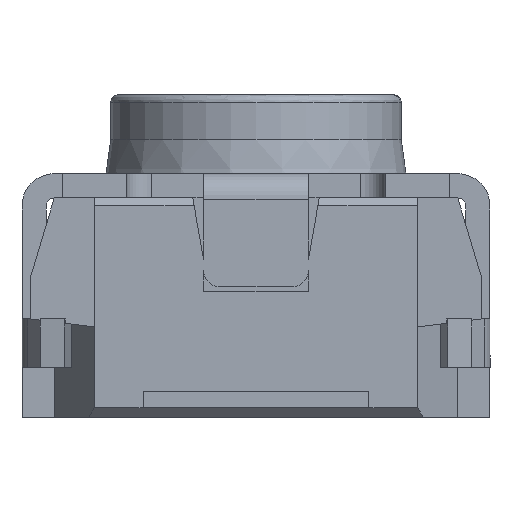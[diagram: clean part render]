
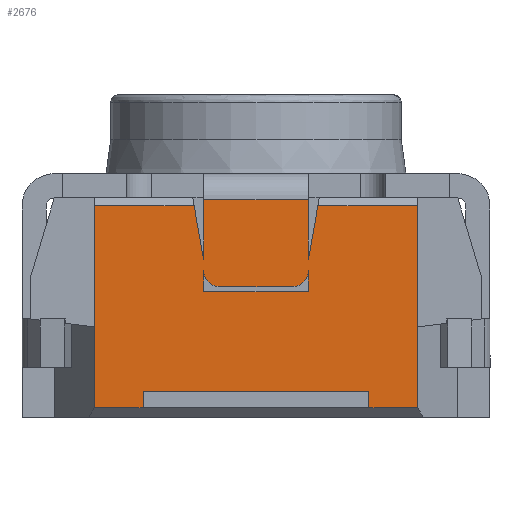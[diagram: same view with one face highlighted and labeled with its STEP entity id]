
A CAD part, left-side view. The second image highlights one B-rep face of the part: STEP entity #2676.
In plain terms, the highlighted planar face has unit normal (-1, 0, 0).
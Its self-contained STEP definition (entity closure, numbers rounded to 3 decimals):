
#1294 = VERTEX_POINT('',#1295);
#1295 = CARTESIAN_POINT('',(-1.95,-0.325,1.35));
#1302 = EDGE_CURVE('',#1294,#1303,#1305,.T.);
#1303 = VERTEX_POINT('',#1304);
#1304 = CARTESIAN_POINT('',(-1.95,-0.325,0.98));
#1305 = LINE('',#1306,#1307);
#1306 = CARTESIAN_POINT('',(-1.95,-0.325,0.78));
#1307 = VECTOR('',#1308,1.);
#1308 = DIRECTION('',(0.,0.,-1.));
#1349 = EDGE_CURVE('',#1350,#1294,#1352,.T.);
#1350 = VERTEX_POINT('',#1351);
#1351 = CARTESIAN_POINT('',(-1.95,0.325,1.35));
#1352 = LINE('',#1353,#1354);
#1353 = CARTESIAN_POINT('',(-1.95,1.25,1.35));
#1354 = VECTOR('',#1355,1.);
#1355 = DIRECTION('',(0.,-1.,0.));
#1408 = VERTEX_POINT('',#1409);
#1409 = CARTESIAN_POINT('',(-1.95,0.325,0.98));
#1415 = EDGE_CURVE('',#1350,#1408,#1416,.T.);
#1416 = LINE('',#1417,#1418);
#1417 = CARTESIAN_POINT('',(-1.95,0.325,1.51));
#1418 = VECTOR('',#1419,1.);
#1419 = DIRECTION('',(0.,0.,-1.));
#2528 = VERTEX_POINT('',#2529);
#2529 = CARTESIAN_POINT('',(-1.95,-0.383,1.31));
#2552 = EDGE_CURVE('',#2528,#1303,#2553,.T.);
#2553 = LINE('',#2554,#2555);
#2554 = CARTESIAN_POINT('',(-1.95,-0.325,0.98));
#2555 = VECTOR('',#2556,1.);
#2556 = DIRECTION('',(0.,0.174,-0.985));
#2659 = VERTEX_POINT('',#2660);
#2660 = CARTESIAN_POINT('',(-1.95,0.383,1.31));
#2666 = EDGE_CURVE('',#1408,#2659,#2667,.T.);
#2667 = LINE('',#2668,#2669);
#2668 = CARTESIAN_POINT('',(-1.95,0.325,0.98));
#2669 = VECTOR('',#2670,1.);
#2670 = DIRECTION('',(0.,0.174,0.985));
#2676 = ADVANCED_FACE('',(#2677,#2754),#2806,.F.);
#2677 = FACE_BOUND('',#2678,.T.);
#2678 = EDGE_LOOP('',(#2679,#2687,#2695,#2703,#2711,#2719,#2727,#2735,
    #2743,#2749,#2750,#2751,#2752,#2753));
#2679 = ORIENTED_EDGE('',*,*,#2680,.F.);
#2680 = EDGE_CURVE('',#2681,#2659,#2683,.T.);
#2681 = VERTEX_POINT('',#2682);
#2682 = CARTESIAN_POINT('',(-1.95,1.,1.31));
#2683 = LINE('',#2684,#2685);
#2684 = CARTESIAN_POINT('',(-1.95,1.25,1.31));
#2685 = VECTOR('',#2686,1.);
#2686 = DIRECTION('',(0.,-1.,0.));
#2687 = ORIENTED_EDGE('',*,*,#2688,.F.);
#2688 = EDGE_CURVE('',#2689,#2681,#2691,.T.);
#2689 = VERTEX_POINT('',#2690);
#2690 = CARTESIAN_POINT('',(-1.95,1.,0.06));
#2691 = LINE('',#2692,#2693);
#2692 = CARTESIAN_POINT('',(-1.95,1.,0.78));
#2693 = VECTOR('',#2694,1.);
#2694 = DIRECTION('',(0.,0.,1.));
#2695 = ORIENTED_EDGE('',*,*,#2696,.T.);
#2696 = EDGE_CURVE('',#2689,#2697,#2699,.T.);
#2697 = VERTEX_POINT('',#2698);
#2698 = CARTESIAN_POINT('',(-1.95,0.7,0.06));
#2699 = LINE('',#2700,#2701);
#2700 = CARTESIAN_POINT('',(-1.95,0.,0.06));
#2701 = VECTOR('',#2702,1.);
#2702 = DIRECTION('',(0.,-1.,0.));
#2703 = ORIENTED_EDGE('',*,*,#2704,.F.);
#2704 = EDGE_CURVE('',#2705,#2697,#2707,.T.);
#2705 = VERTEX_POINT('',#2706);
#2706 = CARTESIAN_POINT('',(-1.95,0.7,0.16));
#2707 = LINE('',#2708,#2709);
#2708 = CARTESIAN_POINT('',(-1.95,0.7,0.78));
#2709 = VECTOR('',#2710,1.);
#2710 = DIRECTION('',(0.,0.,-1.));
#2711 = ORIENTED_EDGE('',*,*,#2712,.F.);
#2712 = EDGE_CURVE('',#2713,#2705,#2715,.T.);
#2713 = VERTEX_POINT('',#2714);
#2714 = CARTESIAN_POINT('',(-1.95,-0.7,0.16));
#2715 = LINE('',#2716,#2717);
#2716 = CARTESIAN_POINT('',(-1.95,1.25,0.16));
#2717 = VECTOR('',#2718,1.);
#2718 = DIRECTION('',(0.,1.,0.));
#2719 = ORIENTED_EDGE('',*,*,#2720,.F.);
#2720 = EDGE_CURVE('',#2721,#2713,#2723,.T.);
#2721 = VERTEX_POINT('',#2722);
#2722 = CARTESIAN_POINT('',(-1.95,-0.7,0.06));
#2723 = LINE('',#2724,#2725);
#2724 = CARTESIAN_POINT('',(-1.95,-0.7,0.78));
#2725 = VECTOR('',#2726,1.);
#2726 = DIRECTION('',(0.,0.,1.));
#2727 = ORIENTED_EDGE('',*,*,#2728,.T.);
#2728 = EDGE_CURVE('',#2721,#2729,#2731,.T.);
#2729 = VERTEX_POINT('',#2730);
#2730 = CARTESIAN_POINT('',(-1.95,-1.,0.06));
#2731 = LINE('',#2732,#2733);
#2732 = CARTESIAN_POINT('',(-1.95,0.,0.06));
#2733 = VECTOR('',#2734,1.);
#2734 = DIRECTION('',(0.,-1.,0.));
#2735 = ORIENTED_EDGE('',*,*,#2736,.F.);
#2736 = EDGE_CURVE('',#2737,#2729,#2739,.T.);
#2737 = VERTEX_POINT('',#2738);
#2738 = CARTESIAN_POINT('',(-1.95,-1.,1.31));
#2739 = LINE('',#2740,#2741);
#2740 = CARTESIAN_POINT('',(-1.95,-1.,0.78));
#2741 = VECTOR('',#2742,1.);
#2742 = DIRECTION('',(0.,0.,-1.));
#2743 = ORIENTED_EDGE('',*,*,#2744,.F.);
#2744 = EDGE_CURVE('',#2528,#2737,#2745,.T.);
#2745 = LINE('',#2746,#2747);
#2746 = CARTESIAN_POINT('',(-1.95,1.25,1.31));
#2747 = VECTOR('',#2748,1.);
#2748 = DIRECTION('',(0.,-1.,0.));
#2749 = ORIENTED_EDGE('',*,*,#2552,.T.);
#2750 = ORIENTED_EDGE('',*,*,#1302,.F.);
#2751 = ORIENTED_EDGE('',*,*,#1349,.F.);
#2752 = ORIENTED_EDGE('',*,*,#1415,.T.);
#2753 = ORIENTED_EDGE('',*,*,#2666,.T.);
#2754 = FACE_BOUND('',#2755,.T.);
#2755 = EDGE_LOOP('',(#2756,#2766,#2775,#2783,#2791,#2799));
#2756 = ORIENTED_EDGE('',*,*,#2757,.F.);
#2757 = EDGE_CURVE('',#2758,#2760,#2762,.T.);
#2758 = VERTEX_POINT('',#2759);
#2759 = CARTESIAN_POINT('',(-1.95,-0.225,0.81));
#2760 = VERTEX_POINT('',#2761);
#2761 = CARTESIAN_POINT('',(-1.95,0.225,0.81));
#2762 = LINE('',#2763,#2764);
#2763 = CARTESIAN_POINT('',(-1.95,1.25,0.81));
#2764 = VECTOR('',#2765,1.);
#2765 = DIRECTION('',(0.,1.,0.));
#2766 = ORIENTED_EDGE('',*,*,#2767,.F.);
#2767 = EDGE_CURVE('',#2768,#2758,#2770,.T.);
#2768 = VERTEX_POINT('',#2769);
#2769 = CARTESIAN_POINT('',(-1.95,-0.325,0.91));
#2770 = CIRCLE('',#2771,0.1);
#2771 = AXIS2_PLACEMENT_3D('',#2772,#2773,#2774);
#2772 = CARTESIAN_POINT('',(-1.95,-0.225,0.91));
#2773 = DIRECTION('',(1.,0.,0.));
#2774 = DIRECTION('',(0.,0.,-1.));
#2775 = ORIENTED_EDGE('',*,*,#2776,.F.);
#2776 = EDGE_CURVE('',#2777,#2768,#2779,.T.);
#2777 = VERTEX_POINT('',#2778);
#2778 = CARTESIAN_POINT('',(-1.95,-0.325,0.78));
#2779 = LINE('',#2780,#2781);
#2780 = CARTESIAN_POINT('',(-1.95,-0.325,0.78));
#2781 = VECTOR('',#2782,1.);
#2782 = DIRECTION('',(0.,0.,1.));
#2783 = ORIENTED_EDGE('',*,*,#2784,.F.);
#2784 = EDGE_CURVE('',#2785,#2777,#2787,.T.);
#2785 = VERTEX_POINT('',#2786);
#2786 = CARTESIAN_POINT('',(-1.95,0.325,0.78));
#2787 = LINE('',#2788,#2789);
#2788 = CARTESIAN_POINT('',(-1.95,1.25,0.78));
#2789 = VECTOR('',#2790,1.);
#2790 = DIRECTION('',(0.,-1.,0.));
#2791 = ORIENTED_EDGE('',*,*,#2792,.F.);
#2792 = EDGE_CURVE('',#2793,#2785,#2795,.T.);
#2793 = VERTEX_POINT('',#2794);
#2794 = CARTESIAN_POINT('',(-1.95,0.325,0.91));
#2795 = LINE('',#2796,#2797);
#2796 = CARTESIAN_POINT('',(-1.95,0.325,0.78));
#2797 = VECTOR('',#2798,1.);
#2798 = DIRECTION('',(0.,0.,-1.));
#2799 = ORIENTED_EDGE('',*,*,#2800,.F.);
#2800 = EDGE_CURVE('',#2760,#2793,#2801,.T.);
#2801 = CIRCLE('',#2802,0.1);
#2802 = AXIS2_PLACEMENT_3D('',#2803,#2804,#2805);
#2803 = CARTESIAN_POINT('',(-1.95,0.225,0.91));
#2804 = DIRECTION('',(1.,0.,0.));
#2805 = DIRECTION('',(0.,0.,-1.));
#2806 = PLANE('',#2807);
#2807 = AXIS2_PLACEMENT_3D('',#2808,#2809,#2810);
#2808 = CARTESIAN_POINT('',(-1.95,1.25,0.78));
#2809 = DIRECTION('',(1.,0.,0.));
#2810 = DIRECTION('',(0.,1.,0.));
